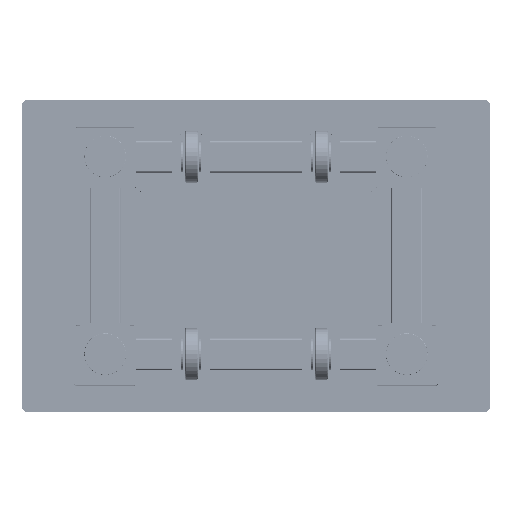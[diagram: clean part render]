
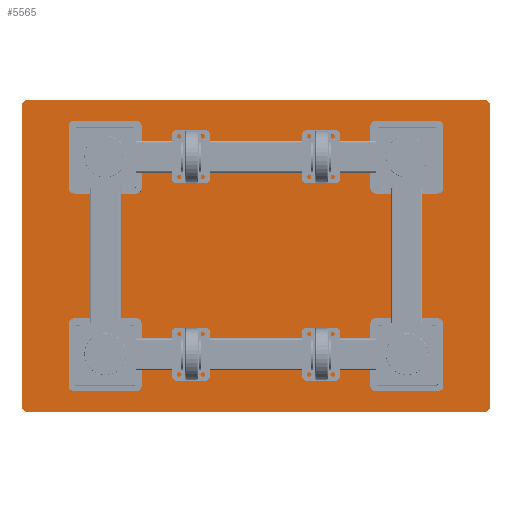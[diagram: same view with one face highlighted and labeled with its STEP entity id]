
A CAD part, top view. The second image highlights one B-rep face of the part: STEP entity #5565.
In plain terms, the highlighted planar face has unit normal (0, 0, 1).
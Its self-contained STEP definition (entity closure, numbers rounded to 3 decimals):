
#1050 = DIRECTION ( 'NONE',  ( 0., -1., 0. ) ) ;
#1517 = CARTESIAN_POINT ( 'NONE',  ( -496.367, 597.969, -299.001 ) ) ;
#2110 = VERTEX_POINT ( 'NONE', #92197 ) ;
#3492 = EDGE_CURVE ( 'NONE', #9182, #69134, #25535, .T. ) ;
#5565 = ADVANCED_FACE ( 'NONE', ( #42155 ), #63266, .T. ) ;
#5800 = AXIS2_PLACEMENT_3D ( 'NONE', #66856, #73875, #80039 ) ;
#6053 = DIRECTION ( 'NONE',  ( 0., 0., 1. ) ) ;
#6914 = VECTOR ( 'NONE', #68074, 1000. ) ;
#8748 = CARTESIAN_POINT ( 'NONE',  ( 392.633, -280.031, -299.001 ) ) ;
#9036 = EDGE_CURVE ( 'NONE', #89044, #80988, #52152, .T. ) ;
#9182 = VERTEX_POINT ( 'NONE', #60098 ) ;
#9897 = EDGE_CURVE ( 'NONE', #20603, #64607, #75112, .T. ) ;
#11966 = EDGE_CURVE ( 'NONE', #2110, #9182, #92036, .T. ) ;
#12234 = VERTEX_POINT ( 'NONE', #37353 ) ;
#12892 = CARTESIAN_POINT ( 'NONE',  ( -496.367, -280.031, -299.001 ) ) ;
#13957 = DIRECTION ( 'NONE',  ( 0., 1., 0. ) ) ;
#15394 = CARTESIAN_POINT ( 'NONE',  ( 392.633, -291.031, -299.001 ) ) ;
#19476 = EDGE_CURVE ( 'NONE', #64607, #12234, #22704, .T. ) ;
#19826 = VECTOR ( 'NONE', #64487, 1000. ) ;
#20603 = VERTEX_POINT ( 'NONE', #47736 ) ;
#20609 = DIRECTION ( 'NONE',  ( 0., -1., 0. ) ) ;
#21382 = LINE ( 'NONE', #84693, #19826 ) ;
#22704 = CIRCLE ( 'NONE', #75051, 11. ) ;
#25236 = CARTESIAN_POINT ( 'NONE',  ( 392.633, 297.969, -299.001 ) ) ;
#25535 = LINE ( 'NONE', #80408, #39198 ) ;
#27623 = AXIS2_PLACEMENT_3D ( 'NONE', #25236, #67403, #89948 ) ;
#37353 = CARTESIAN_POINT ( 'NONE',  ( 403.633, -280.031, -299.001 ) ) ;
#39198 = VECTOR ( 'NONE', #84124, 1000. ) ;
#39543 = DIRECTION ( 'NONE',  ( 0., 1., 0. ) ) ;
#42155 = FACE_OUTER_BOUND ( 'NONE', #85443, .T. ) ;
#42985 = DIRECTION ( 'NONE',  ( 0., 0., 1. ) ) ;
#45495 = ORIENTED_EDGE ( 'NONE', *, *, #19476, .T. ) ;
#47736 = CARTESIAN_POINT ( 'NONE',  ( -485.367, -291.031, -299.001 ) ) ;
#50879 = AXIS2_PLACEMENT_3D ( 'NONE', #88372, #81316, #39543 ) ;
#52152 = LINE ( 'NONE', #1517, #63679 ) ;
#52763 = CARTESIAN_POINT ( 'NONE',  ( -485.367, 308.969, -299.001 ) ) ;
#54062 = CARTESIAN_POINT ( 'NONE',  ( 492.633, -291.031, -299.001 ) ) ;
#55520 = CARTESIAN_POINT ( 'NONE',  ( -496.367, 297.969, -299.001 ) ) ;
#58035 = EDGE_CURVE ( 'NONE', #12234, #2110, #21382, .T. ) ;
#59565 = ORIENTED_EDGE ( 'NONE', *, *, #58035, .T. ) ;
#60098 = CARTESIAN_POINT ( 'NONE',  ( 392.633, 308.969, -299.001 ) ) ;
#63266 = PLANE ( 'NONE',  #80116 ) ;
#63679 = VECTOR ( 'NONE', #1050, 1000. ) ;
#64487 = DIRECTION ( 'NONE',  ( 0., 1., 0. ) ) ;
#64607 = VERTEX_POINT ( 'NONE', #15394 ) ;
#66856 = CARTESIAN_POINT ( 'NONE',  ( -485.367, 297.969, -299.001 ) ) ;
#67280 = CIRCLE ( 'NONE', #50879, 11. ) ;
#67403 = DIRECTION ( 'NONE',  ( 0., 0., 1. ) ) ;
#68074 = DIRECTION ( 'NONE',  ( 1., 0., 0. ) ) ;
#68130 = ORIENTED_EDGE ( 'NONE', *, *, #9897, .T. ) ;
#69134 = VERTEX_POINT ( 'NONE', #52763 ) ;
#73875 = DIRECTION ( 'NONE',  ( 0., 0., 1. ) ) ;
#75051 = AXIS2_PLACEMENT_3D ( 'NONE', #8748, #42985, #13957 ) ;
#75112 = LINE ( 'NONE', #54062, #6914 ) ;
#75421 = ORIENTED_EDGE ( 'NONE', *, *, #11966, .T. ) ;
#78299 = ORIENTED_EDGE ( 'NONE', *, *, #3492, .T. ) ;
#78913 = ORIENTED_EDGE ( 'NONE', *, *, #86969, .T. ) ;
#79275 = ORIENTED_EDGE ( 'NONE', *, *, #88913, .T. ) ;
#80039 = DIRECTION ( 'NONE',  ( 0., 1., 0. ) ) ;
#80116 = AXIS2_PLACEMENT_3D ( 'NONE', #86246, #6053, #20609 ) ;
#80408 = CARTESIAN_POINT ( 'NONE',  ( 492.633, 308.969, -299.001 ) ) ;
#80988 = VERTEX_POINT ( 'NONE', #12892 ) ;
#81316 = DIRECTION ( 'NONE',  ( 0., 0., 1. ) ) ;
#84124 = DIRECTION ( 'NONE',  ( -1., 0., 0. ) ) ;
#84693 = CARTESIAN_POINT ( 'NONE',  ( 403.633, 597.969, -299.001 ) ) ;
#85443 = EDGE_LOOP ( 'NONE', ( #59565, #75421, #78299, #78913, #91501, #79275, #68130, #45495 ) ) ;
#86246 = CARTESIAN_POINT ( 'NONE',  ( 492.633, 597.969, -299.001 ) ) ;
#86969 = EDGE_CURVE ( 'NONE', #69134, #89044, #89706, .T. ) ;
#88372 = CARTESIAN_POINT ( 'NONE',  ( -485.367, -280.031, -299.001 ) ) ;
#88913 = EDGE_CURVE ( 'NONE', #80988, #20603, #67280, .T. ) ;
#89044 = VERTEX_POINT ( 'NONE', #55520 ) ;
#89706 = CIRCLE ( 'NONE', #5800, 11. ) ;
#89948 = DIRECTION ( 'NONE',  ( 0., 1., 0. ) ) ;
#91501 = ORIENTED_EDGE ( 'NONE', *, *, #9036, .T. ) ;
#92036 = CIRCLE ( 'NONE', #27623, 11. ) ;
#92197 = CARTESIAN_POINT ( 'NONE',  ( 403.633, 297.969, -299.001 ) ) ;
